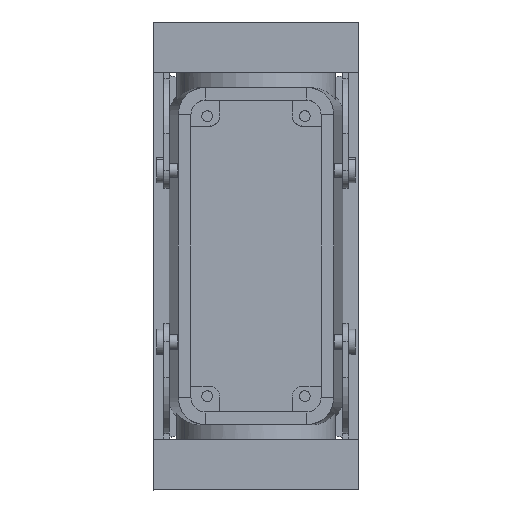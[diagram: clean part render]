
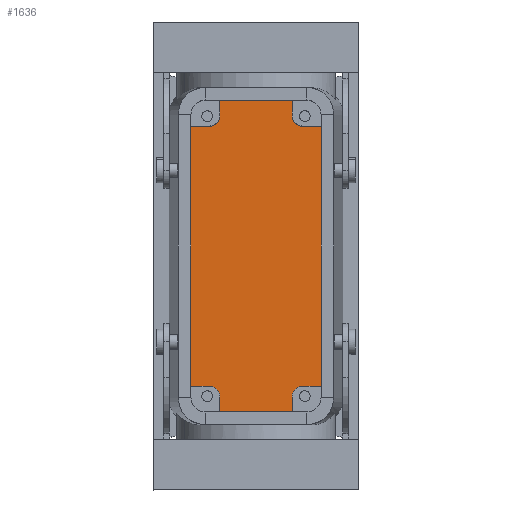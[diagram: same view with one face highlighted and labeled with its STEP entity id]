
A CAD part, top view. The second image highlights one B-rep face of the part: STEP entity #1636.
In plain terms, the highlighted planar face has unit normal (0, 0, 1).
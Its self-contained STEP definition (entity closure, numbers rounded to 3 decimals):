
#440=AXIS2_PLACEMENT_3D('Circle Axis2P3D',#438,#439,$) ;
#536=AXIS2_PLACEMENT_3D('Circle Axis2P3D',#534,#535,$) ;
#1562=AXIS2_PLACEMENT_3D('Plane Axis2P3D',#1559,#1560,#1561) ;
#1566=AXIS2_PLACEMENT_3D('Circle Axis2P3D',#1564,#1565,$) ;
#1596=AXIS2_PLACEMENT_3D('Circle Axis2P3D',#1594,#1595,$) ;
#408=CARTESIAN_POINT('Vertex',(10.5,100.75,4.5)) ;
#411=CARTESIAN_POINT('Line Origine',(13.,100.75,4.5)) ;
#415=CARTESIAN_POINT('Vertex',(15.5,100.75,4.5)) ;
#438=CARTESIAN_POINT('Axis2P3D Location',(15.5,103.75,4.5)) ;
#442=CARTESIAN_POINT('Vertex',(18.5,103.75,4.5)) ;
#462=CARTESIAN_POINT('Line Origine',(18.5,105.825,4.5)) ;
#466=CARTESIAN_POINT('Vertex',(18.5,107.9,4.5)) ;
#486=CARTESIAN_POINT('Line Origine',(28.5,107.9,4.5)) ;
#490=CARTESIAN_POINT('Vertex',(38.5,107.9,4.5)) ;
#510=CARTESIAN_POINT('Line Origine',(38.5,105.825,4.5)) ;
#514=CARTESIAN_POINT('Vertex',(38.5,103.75,4.5)) ;
#534=CARTESIAN_POINT('Axis2P3D Location',(41.5,103.75,4.5)) ;
#538=CARTESIAN_POINT('Vertex',(41.5,100.75,4.5)) ;
#553=CARTESIAN_POINT('Line Origine',(44.,100.75,4.5)) ;
#557=CARTESIAN_POINT('Vertex',(46.5,100.75,4.5)) ;
#1521=CARTESIAN_POINT('Vertex',(10.5,28.75,4.5)) ;
#1524=CARTESIAN_POINT('Line Origine',(10.5,64.75,4.5)) ;
#1559=CARTESIAN_POINT('Axis2P3D Location',(28.5,64.75,4.5)) ;
#1564=CARTESIAN_POINT('Axis2P3D Location',(15.5,25.75,4.5)) ;
#1568=CARTESIAN_POINT('Vertex',(18.5,25.75,4.5)) ;
#1570=CARTESIAN_POINT('Vertex',(15.5,28.75,4.5)) ;
#1573=CARTESIAN_POINT('Line Origine',(18.5,23.675,4.5)) ;
#1577=CARTESIAN_POINT('Vertex',(18.5,21.6,4.5)) ;
#1580=CARTESIAN_POINT('Line Origine',(28.5,21.6,4.5)) ;
#1584=CARTESIAN_POINT('Vertex',(38.5,21.6,4.5)) ;
#1587=CARTESIAN_POINT('Line Origine',(38.5,23.675,4.5)) ;
#1591=CARTESIAN_POINT('Vertex',(38.5,25.75,4.5)) ;
#1594=CARTESIAN_POINT('Axis2P3D Location',(41.5,25.75,4.5)) ;
#1598=CARTESIAN_POINT('Vertex',(41.5,28.75,4.5)) ;
#1601=CARTESIAN_POINT('Line Origine',(44.,28.75,4.5)) ;
#1605=CARTESIAN_POINT('Vertex',(46.5,28.75,4.5)) ;
#1608=CARTESIAN_POINT('Line Origine',(46.5,64.75,4.5)) ;
#1613=CARTESIAN_POINT('Line Origine',(13.,28.75,4.5)) ;
#412=DIRECTION('Vector Direction',(1.,0.,0.)) ;
#439=DIRECTION('Axis2P3D Direction',(0.,0.,-1.)) ;
#463=DIRECTION('Vector Direction',(0.,1.,0.)) ;
#487=DIRECTION('Vector Direction',(-1.,0.,0.)) ;
#511=DIRECTION('Vector Direction',(0.,1.,0.)) ;
#535=DIRECTION('Axis2P3D Direction',(0.,-0.,-1.)) ;
#554=DIRECTION('Vector Direction',(-1.,0.,0.)) ;
#1525=DIRECTION('Vector Direction',(0.,1.,0.)) ;
#1560=DIRECTION('Axis2P3D Direction',(-0.,0.,1.)) ;
#1561=DIRECTION('Axis2P3D XDirection',(0.,-1.,0.)) ;
#1565=DIRECTION('Axis2P3D Direction',(-0.,0.,1.)) ;
#1574=DIRECTION('Vector Direction',(0.,-1.,0.)) ;
#1581=DIRECTION('Vector Direction',(1.,0.,0.)) ;
#1588=DIRECTION('Vector Direction',(0.,-1.,0.)) ;
#1595=DIRECTION('Axis2P3D Direction',(-0.,0.,1.)) ;
#1602=DIRECTION('Vector Direction',(-1.,0.,0.)) ;
#1609=DIRECTION('Vector Direction',(0.,-1.,0.)) ;
#1614=DIRECTION('Vector Direction',(1.,0.,0.)) ;
#413=VECTOR('Line Direction',#412,1.) ;
#464=VECTOR('Line Direction',#463,1.) ;
#488=VECTOR('Line Direction',#487,1.) ;
#512=VECTOR('Line Direction',#511,1.) ;
#555=VECTOR('Line Direction',#554,1.) ;
#1526=VECTOR('Line Direction',#1525,1.) ;
#1575=VECTOR('Line Direction',#1574,1.) ;
#1582=VECTOR('Line Direction',#1581,1.) ;
#1589=VECTOR('Line Direction',#1588,1.) ;
#1603=VECTOR('Line Direction',#1602,1.) ;
#1610=VECTOR('Line Direction',#1609,1.) ;
#1615=VECTOR('Line Direction',#1614,1.) ;
#1619=ORIENTED_EDGE('',*,*,#1572,.F.) ;
#1620=ORIENTED_EDGE('',*,*,#1579,.T.) ;
#1621=ORIENTED_EDGE('',*,*,#1586,.T.) ;
#1622=ORIENTED_EDGE('',*,*,#1593,.F.) ;
#1623=ORIENTED_EDGE('',*,*,#1600,.F.) ;
#1624=ORIENTED_EDGE('',*,*,#1607,.F.) ;
#1625=ORIENTED_EDGE('',*,*,#1612,.T.) ;
#1626=ORIENTED_EDGE('',*,*,#559,.T.) ;
#1627=ORIENTED_EDGE('',*,*,#540,.F.) ;
#1628=ORIENTED_EDGE('',*,*,#516,.T.) ;
#1629=ORIENTED_EDGE('',*,*,#492,.T.) ;
#1630=ORIENTED_EDGE('',*,*,#468,.F.) ;
#1631=ORIENTED_EDGE('',*,*,#444,.F.) ;
#1632=ORIENTED_EDGE('',*,*,#417,.F.) ;
#1633=ORIENTED_EDGE('',*,*,#1528,.T.) ;
#1634=ORIENTED_EDGE('',*,*,#1617,.T.) ;
#1636=ADVANCED_FACE('Housing',(#1635),#1563,.T.) ;
#441=CIRCLE('generated circle',#440,3.) ;
#537=CIRCLE('generated circle',#536,3.) ;
#1567=CIRCLE('generated circle',#1566,3.) ;
#1597=CIRCLE('generated circle',#1596,3.) ;
#417=EDGE_CURVE('',#409,#416,#414,.T.) ;
#444=EDGE_CURVE('',#416,#443,#441,.F.) ;
#468=EDGE_CURVE('',#443,#467,#465,.T.) ;
#492=EDGE_CURVE('',#491,#467,#489,.T.) ;
#516=EDGE_CURVE('',#515,#491,#513,.T.) ;
#540=EDGE_CURVE('',#515,#539,#537,.F.) ;
#559=EDGE_CURVE('',#558,#539,#556,.T.) ;
#1528=EDGE_CURVE('',#409,#1522,#1527,.F.) ;
#1572=EDGE_CURVE('',#1569,#1571,#1567,.T.) ;
#1579=EDGE_CURVE('',#1569,#1578,#1576,.T.) ;
#1586=EDGE_CURVE('',#1578,#1585,#1583,.T.) ;
#1593=EDGE_CURVE('',#1592,#1585,#1590,.T.) ;
#1600=EDGE_CURVE('',#1599,#1592,#1597,.T.) ;
#1607=EDGE_CURVE('',#1606,#1599,#1604,.T.) ;
#1612=EDGE_CURVE('',#1606,#558,#1611,.F.) ;
#1617=EDGE_CURVE('',#1522,#1571,#1616,.T.) ;
#1618=EDGE_LOOP('',(#1619,#1620,#1621,#1622,#1623,#1624,#1625,#1626,#1627,#1628,#1629,#1630,#1631,#1632,#1633,#1634)) ;
#1635=FACE_OUTER_BOUND('',#1618,.T.) ;
#414=LINE('Line',#411,#413) ;
#465=LINE('Line',#462,#464) ;
#489=LINE('Line',#486,#488) ;
#513=LINE('Line',#510,#512) ;
#556=LINE('Line',#553,#555) ;
#1527=LINE('Line',#1524,#1526) ;
#1576=LINE('Line',#1573,#1575) ;
#1583=LINE('Line',#1580,#1582) ;
#1590=LINE('Line',#1587,#1589) ;
#1604=LINE('Line',#1601,#1603) ;
#1611=LINE('Line',#1608,#1610) ;
#1616=LINE('Line',#1613,#1615) ;
#1563=PLANE('',#1562) ;
#409=VERTEX_POINT('',#408) ;
#416=VERTEX_POINT('',#415) ;
#443=VERTEX_POINT('',#442) ;
#467=VERTEX_POINT('',#466) ;
#491=VERTEX_POINT('',#490) ;
#515=VERTEX_POINT('',#514) ;
#539=VERTEX_POINT('',#538) ;
#558=VERTEX_POINT('',#557) ;
#1522=VERTEX_POINT('',#1521) ;
#1569=VERTEX_POINT('',#1568) ;
#1571=VERTEX_POINT('',#1570) ;
#1578=VERTEX_POINT('',#1577) ;
#1585=VERTEX_POINT('',#1584) ;
#1592=VERTEX_POINT('',#1591) ;
#1599=VERTEX_POINT('',#1598) ;
#1606=VERTEX_POINT('',#1605) ;
